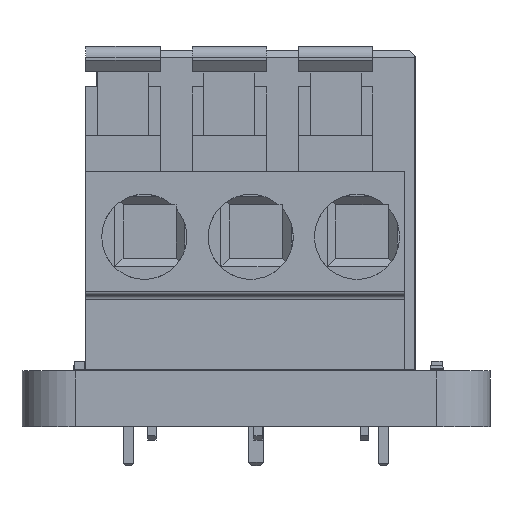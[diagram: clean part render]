
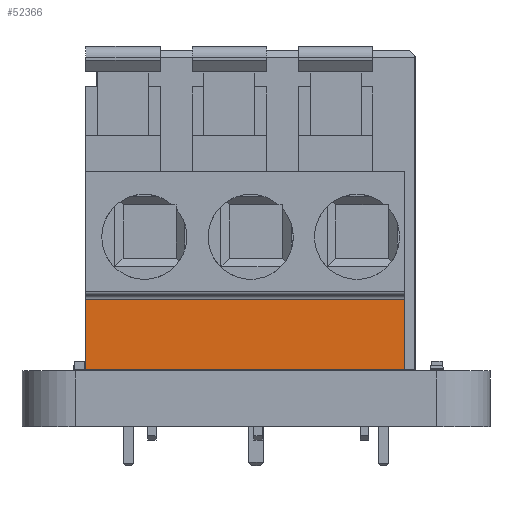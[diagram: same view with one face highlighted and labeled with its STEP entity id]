
A CAD part, left-side view. The second image highlights one B-rep face of the part: STEP entity #52366.
In plain terms, the highlighted face is planar.
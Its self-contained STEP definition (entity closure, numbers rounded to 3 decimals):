
#51591 = VERTEX_POINT('',#51592);
#51592 = CARTESIAN_POINT('',(7.5,5.2,0.));
#51598 = EDGE_CURVE('',#51599,#51591,#51601,.T.);
#51599 = VERTEX_POINT('',#51600);
#51600 = CARTESIAN_POINT('',(7.5,5.2,3.3));
#51601 = LINE('',#51602,#51603);
#51602 = CARTESIAN_POINT('',(7.5,5.2,3.5));
#51603 = VECTOR('',#51604,1.);
#51604 = DIRECTION('',(-0.,-0.,-1.));
#51706 = VERTEX_POINT('',#51707);
#51707 = CARTESIAN_POINT('',(-7.5,5.2,3.3));
#51714 = EDGE_CURVE('',#51706,#51715,#51717,.T.);
#51715 = VERTEX_POINT('',#51716);
#51716 = CARTESIAN_POINT('',(-7.5,5.2,0.));
#51717 = LINE('',#51718,#51719);
#51718 = CARTESIAN_POINT('',(-7.5,5.2,3.5));
#51719 = VECTOR('',#51720,1.);
#51720 = DIRECTION('',(-0.,-0.,-1.));
#52223 = EDGE_CURVE('',#51591,#51715,#52224,.T.);
#52224 = LINE('',#52225,#52226);
#52225 = CARTESIAN_POINT('',(-7.5,5.2,0.));
#52226 = VECTOR('',#52227,1.);
#52227 = DIRECTION('',(-1.,-0.,-0.));
#52366 = ADVANCED_FACE('',(#52367),#52378,.F.);
#52367 = FACE_BOUND('',#52368,.T.);
#52368 = EDGE_LOOP('',(#52369,#52370,#52376,#52377));
#52369 = ORIENTED_EDGE('',*,*,#51714,.F.);
#52370 = ORIENTED_EDGE('',*,*,#52371,.T.);
#52371 = EDGE_CURVE('',#51706,#51599,#52372,.T.);
#52372 = LINE('',#52373,#52374);
#52373 = CARTESIAN_POINT('',(7.5,5.2,3.3));
#52374 = VECTOR('',#52375,1.);
#52375 = DIRECTION('',(1.,-0.,-0.));
#52376 = ORIENTED_EDGE('',*,*,#51598,.T.);
#52377 = ORIENTED_EDGE('',*,*,#52223,.T.);
#52378 = PLANE('',#52379);
#52379 = AXIS2_PLACEMENT_3D('',#52380,#52381,#52382);
#52380 = CARTESIAN_POINT('',(-7.5,5.2,3.5));
#52381 = DIRECTION('',(0.,-1.,0.));
#52382 = DIRECTION('',(0.,-0.,-1.));
